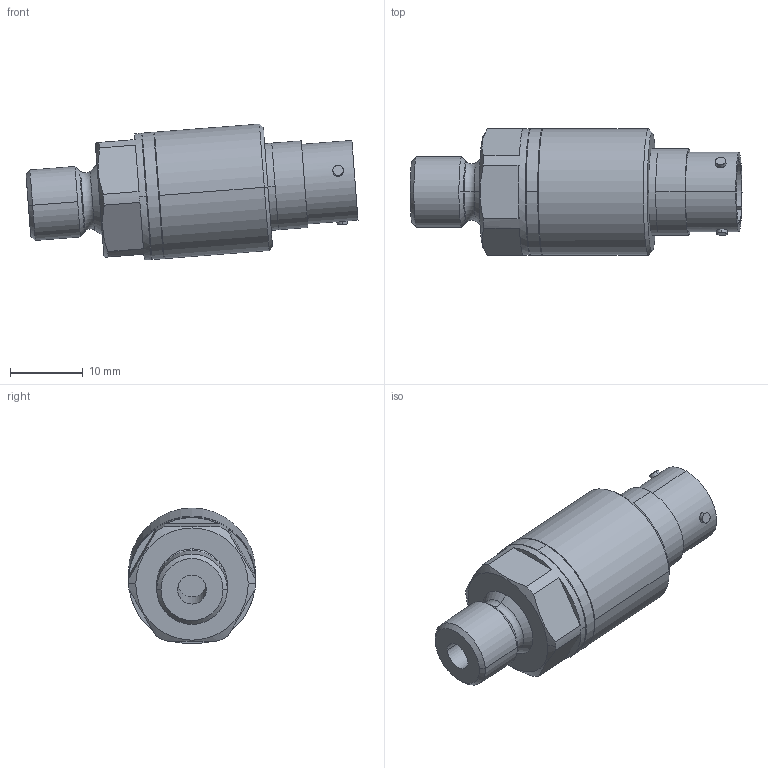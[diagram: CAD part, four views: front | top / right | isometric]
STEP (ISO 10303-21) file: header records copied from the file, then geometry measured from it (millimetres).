
FILE_DESCRIPTION((''),'2;1');
FILE_NAME('PMP4361-OV1-T4-P23-A_ASM','2025-03-31T15:46:48',('Kingnat'),(''),'CREO PARAMETRIC BY PTC INC, 2020414','CREO PARAMETRIC BY PTC INC, 2020414','');
FILE_SCHEMA(('CONFIG_CONTROL_DESIGN'));
Length unit declared in the file: millimetre
Products named in the file (14): 227-805; 225-242-01; GLASS_GMS_NAIL_HD_2005; PIN_D05_06HD_22LG; TUBE_DIA1_15LG; 225-247-01_ASM; 223-656; 158-H1631_BODY; 158-H1631_GLASS; 158-H1631_PIN; 158-H1631-PLATE; 158-H1631-RING; 158-H1631_ASM; PMP4361-OV1-T4-P23-A_ASM
Assembly tree (29 placements, depth 3):
  PMP4361-OV1-T4-P23-A_ASM
    227-805
    225-247-01_ASM
      225-242-01
      GLASS_GMS_NAIL_HD_2005  x7
      PIN_D05_06HD_22LG  x7
      TUBE_DIA1_15LG
    223-656
    158-H1631_ASM
      158-H1631_BODY
      158-H1631_GLASS
      158-H1631_PIN  x5
      158-H1631-PLATE
      158-H1631-RING
Bounding box: 45.75 x 17.48 x 18.72 mm (x, y, z)
Volume: 3866.4 mm3; surface area: 6765.3 mm2
Topology: 28 solids, 29 shells, 512 faces, 1220 edges, 780 vertices
Faces by surface type: plane 246, cylinder 200, sphere 20, cone 18, torus 14, revolution 14
Entity records: 12371 total; most frequent: CARTESIAN_POINT 2226, DIRECTION 2194, ORIENTED_EDGE 1930, EDGE_CURVE 968, AXIS2_PLACEMENT_3D 784, VERTEX_POINT 636, VECTOR 624, LINE 624
